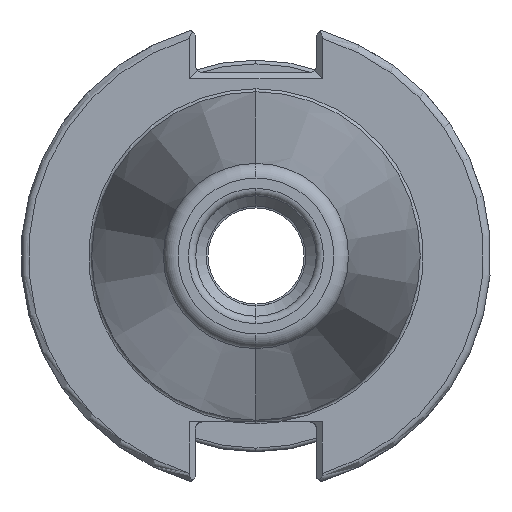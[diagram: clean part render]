
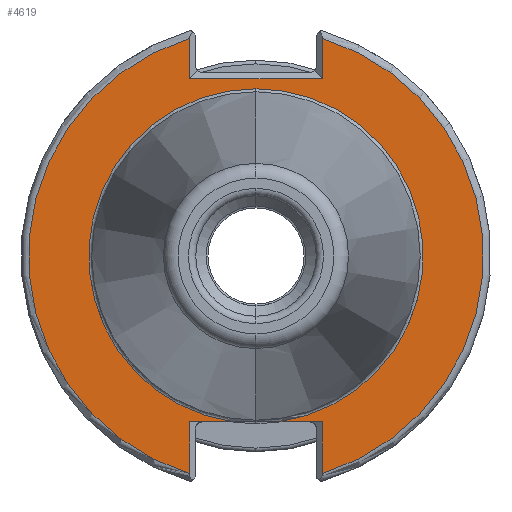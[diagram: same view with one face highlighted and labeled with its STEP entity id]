
A CAD part, left-side view. The second image highlights one B-rep face of the part: STEP entity #4619.
In plain terms, the highlighted planar face has unit normal (-1, 0, 0).
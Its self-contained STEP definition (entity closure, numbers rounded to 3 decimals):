
#2 = CARTESIAN_POINT ( 'NONE',  ( -96.92, 0., 0. ) ) ;
#133 = CARTESIAN_POINT ( 'NONE',  ( -96.92, 3.112, -22.41 ) ) ;
#159 = ORIENTED_EDGE ( 'NONE', *, *, #740, .T. ) ;
#203 = CARTESIAN_POINT ( 'NONE',  ( -96.92, -8.99, 24. ) ) ;
#220 = EDGE_CURVE ( 'NONE', #5133, #4027, #4709, .T. ) ;
#242 = PLANE ( 'NONE',  #2257 ) ;
#386 = CARTESIAN_POINT ( 'NONE',  ( -96.92, -8.99, -22.41 ) ) ;
#406 = DIRECTION ( 'NONE',  ( 0., 0., 1. ) ) ;
#412 = ORIENTED_EDGE ( 'NONE', *, *, #5182, .T. ) ;
#496 = ORIENTED_EDGE ( 'NONE', *, *, #4903, .T. ) ;
#567 = VECTOR ( 'NONE', #2880, 1000. ) ;
#630 = CARTESIAN_POINT ( 'NONE',  ( -96.92, 8.99, -29.433 ) ) ;
#729 = ORIENTED_EDGE ( 'NONE', *, *, #4632, .T. ) ;
#740 = EDGE_CURVE ( 'NONE', #3638, #5133, #898, .T. ) ;
#751 = DIRECTION ( 'NONE',  ( 0., -1., 0. ) ) ;
#861 = AXIS2_PLACEMENT_3D ( 'NONE', #1281, #4131, #1684 ) ;
#898 = LINE ( 'NONE', #2692, #1987 ) ;
#993 = ORIENTED_EDGE ( 'NONE', *, *, #3818, .T. ) ;
#999 = EDGE_CURVE ( 'NONE', #2547, #3638, #3362, .T. ) ;
#1061 = DIRECTION ( 'NONE',  ( 1., 0., 0. ) ) ;
#1077 = DIRECTION ( 'NONE',  ( -1., 0., 0. ) ) ;
#1161 = DIRECTION ( 'NONE',  ( -1., 0., 0. ) ) ;
#1257 = ORIENTED_EDGE ( 'NONE', *, *, #220, .T. ) ;
#1271 = EDGE_CURVE ( 'NONE', #3669, #2547, #1394, .T. ) ;
#1272 = CARTESIAN_POINT ( 'NONE',  ( -96.92, -8.99, 24.8 ) ) ;
#1281 = CARTESIAN_POINT ( 'NONE',  ( -96.92, 0., 0. ) ) ;
#1295 = ORIENTED_EDGE ( 'NONE', *, *, #3336, .F. ) ;
#1373 = VERTEX_POINT ( 'NONE', #386 ) ;
#1376 = VECTOR ( 'NONE', #3167, 1000. ) ;
#1394 = LINE ( 'NONE', #4331, #3430 ) ;
#1600 = VECTOR ( 'NONE', #751, 1000. ) ;
#1684 = DIRECTION ( 'NONE',  ( 0., 0., -1. ) ) ;
#1698 = CIRCLE ( 'NONE', #4664, 22.625 ) ;
#1784 = CARTESIAN_POINT ( 'NONE',  ( -96.92, -3.112, -22.41 ) ) ;
#1882 = CARTESIAN_POINT ( 'NONE',  ( -96.92, 8.99, 24. ) ) ;
#1888 = VECTOR ( 'NONE', #4117, 1000. ) ;
#1906 = DIRECTION ( 'NONE',  ( 0., 0., 1. ) ) ;
#1957 = FACE_OUTER_BOUND ( 'NONE', #4418, .T. ) ;
#1987 = VECTOR ( 'NONE', #4742, 1000. ) ;
#2235 = CARTESIAN_POINT ( 'NONE',  ( -96.92, 8.99, -22.41 ) ) ;
#2257 = AXIS2_PLACEMENT_3D ( 'NONE', #3483, #1061, #3897 ) ;
#2270 = DIRECTION ( 'NONE',  ( 0., -1., 0. ) ) ;
#2289 = AXIS2_PLACEMENT_3D ( 'NONE', #3592, #1161, #4014 ) ;
#2345 = VERTEX_POINT ( 'NONE', #3919 ) ;
#2521 = AXIS2_PLACEMENT_3D ( 'NONE', #3499, #1077, #3917 ) ;
#2547 = VERTEX_POINT ( 'NONE', #3712 ) ;
#2652 = VERTEX_POINT ( 'NONE', #203 ) ;
#2692 = CARTESIAN_POINT ( 'NONE',  ( -96.92, 8.99, 0. ) ) ;
#2700 = LINE ( 'NONE', #1272, #567 ) ;
#2794 = DIRECTION ( 'NONE',  ( -1., 0., 0. ) ) ;
#2880 = DIRECTION ( 'NONE',  ( 0., 0., -1. ) ) ;
#2943 = LINE ( 'NONE', #4510, #1888 ) ;
#3167 = DIRECTION ( 'NONE',  ( 0., 1., 0. ) ) ;
#3336 = EDGE_CURVE ( 'NONE', #4112, #4027, #1698, .T. ) ;
#3362 = CIRCLE ( 'NONE', #861, 30.775 ) ;
#3402 = ORIENTED_EDGE ( 'NONE', *, *, #3823, .F. ) ;
#3430 = VECTOR ( 'NONE', #1906, 1000. ) ;
#3483 = CARTESIAN_POINT ( 'NONE',  ( -96.92, 0., 0. ) ) ;
#3499 = CARTESIAN_POINT ( 'NONE',  ( -96.92, 0., 0. ) ) ;
#3574 = CARTESIAN_POINT ( 'NONE',  ( -96.92, -8.99, 29.433 ) ) ;
#3592 = CARTESIAN_POINT ( 'NONE',  ( -96.92, 0., 0. ) ) ;
#3638 = VERTEX_POINT ( 'NONE', #630 ) ;
#3669 = VERTEX_POINT ( 'NONE', #1882 ) ;
#3712 = CARTESIAN_POINT ( 'NONE',  ( -96.92, 8.99, 29.433 ) ) ;
#3715 = VECTOR ( 'NONE', #2270, 1000. ) ;
#3809 = VERTEX_POINT ( 'NONE', #3574 ) ;
#3818 = EDGE_CURVE ( 'NONE', #2652, #3669, #4366, .T. ) ;
#3823 = EDGE_CURVE ( 'NONE', #4143, #4112, #4247, .T. ) ;
#3897 = DIRECTION ( 'NONE',  ( 0., 0., -1. ) ) ;
#3917 = DIRECTION ( 'NONE',  ( 0., 0., -1. ) ) ;
#3919 = CARTESIAN_POINT ( 'NONE',  ( -96.92, -8.99, -29.433 ) ) ;
#3992 = CARTESIAN_POINT ( 'NONE',  ( -96.92, 0., 24. ) ) ;
#4014 = DIRECTION ( 'NONE',  ( 0., 0., 1. ) ) ;
#4027 = VERTEX_POINT ( 'NONE', #133 ) ;
#4112 = VERTEX_POINT ( 'NONE', #4202 ) ;
#4117 = DIRECTION ( 'NONE',  ( 0., 0., -1. ) ) ;
#4131 = DIRECTION ( 'NONE',  ( -1., 0., 0. ) ) ;
#4143 = VERTEX_POINT ( 'NONE', #1784 ) ;
#4202 = CARTESIAN_POINT ( 'NONE',  ( -96.92, 0., 22.625 ) ) ;
#4247 = CIRCLE ( 'NONE', #2289, 22.625 ) ;
#4281 = ORIENTED_EDGE ( 'NONE', *, *, #999, .T. ) ;
#4331 = CARTESIAN_POINT ( 'NONE',  ( -96.92, 8.99, 30.701 ) ) ;
#4365 = EDGE_CURVE ( 'NONE', #3809, #2652, #2700, .T. ) ;
#4366 = LINE ( 'NONE', #3992, #1376 ) ;
#4418 = EDGE_LOOP ( 'NONE', ( #4490, #4281, #159, #1257, #1295, #3402, #412, #496, #729, #4637, #993 ) ) ;
#4490 = ORIENTED_EDGE ( 'NONE', *, *, #1271, .T. ) ;
#4510 = CARTESIAN_POINT ( 'NONE',  ( -96.92, -8.99, 0. ) ) ;
#4619 = ADVANCED_FACE ( 'NONE', ( #1957 ), #242, .F. ) ;
#4632 = EDGE_CURVE ( 'NONE', #2345, #3809, #5059, .T. ) ;
#4637 = ORIENTED_EDGE ( 'NONE', *, *, #4365, .T. ) ;
#4664 = AXIS2_PLACEMENT_3D ( 'NONE', #2, #2794, #406 ) ;
#4703 = CARTESIAN_POINT ( 'NONE',  ( -96.92, -8.19, -22.41 ) ) ;
#4709 = LINE ( 'NONE', #5142, #1600 ) ;
#4742 = DIRECTION ( 'NONE',  ( 0., 0., 1. ) ) ;
#4794 = LINE ( 'NONE', #4703, #3715 ) ;
#4903 = EDGE_CURVE ( 'NONE', #1373, #2345, #2943, .T. ) ;
#5059 = CIRCLE ( 'NONE', #2521, 30.775 ) ;
#5133 = VERTEX_POINT ( 'NONE', #2235 ) ;
#5142 = CARTESIAN_POINT ( 'NONE',  ( -96.92, -8.19, -22.41 ) ) ;
#5182 = EDGE_CURVE ( 'NONE', #4143, #1373, #4794, .T. ) ;
